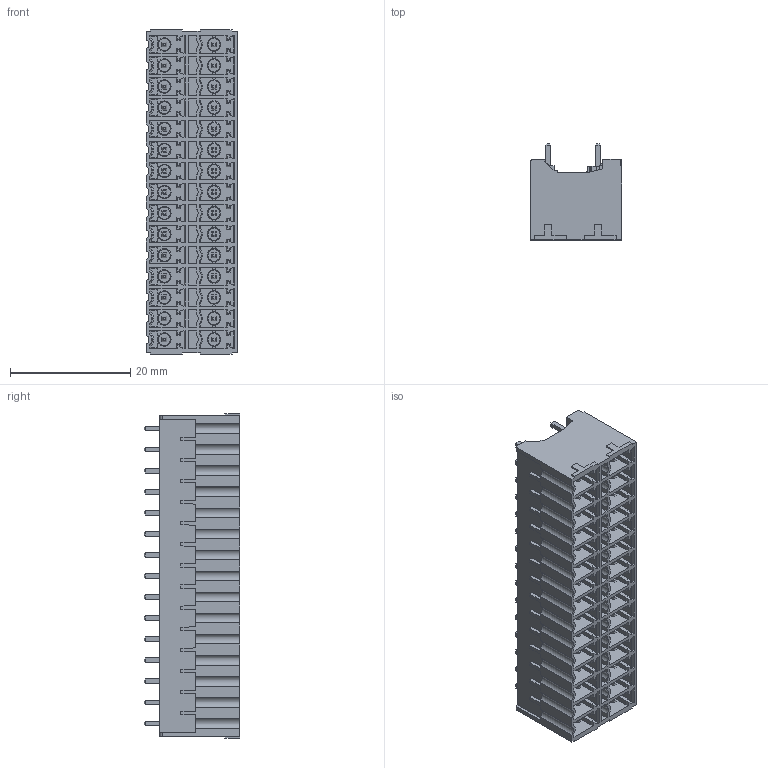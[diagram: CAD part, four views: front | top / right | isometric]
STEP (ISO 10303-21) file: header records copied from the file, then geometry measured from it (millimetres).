
FILE_DESCRIPTION((''),'2;1');
FILE_NAME('1','2024-09-10T14:10:29',('sheji109'),(''),'CREO PARAMETRIC BY PTC INC, 2018100','CREO PARAMETRIC BY PTC INC, 2018100','');
FILE_SCHEMA(('CONFIG_CONTROL_DESIGN'));
Products named in the file (1): 1
Bounding box: 15.2 x 15.9 x 53.9 mm (x, y, z)
Volume: 6289.5 mm3; surface area: 9953.7 mm2
Topology: 1 solids, 1 shells, 3027 faces, 8213 edges, 5293 vertices
Faces by surface type: plane 2425, cylinder 332, cone 225, bspline 30, torus 15
Entity records: 95684 total; most frequent: CARTESIAN_POINT 20262, ORIENTED_EDGE 16426, DIRECTION 14350, EDGE_CURVE 8213, VECTOR 6836, LINE 6836, VERTEX_POINT 5293, AXIS2_PLACEMENT_3D 3757
